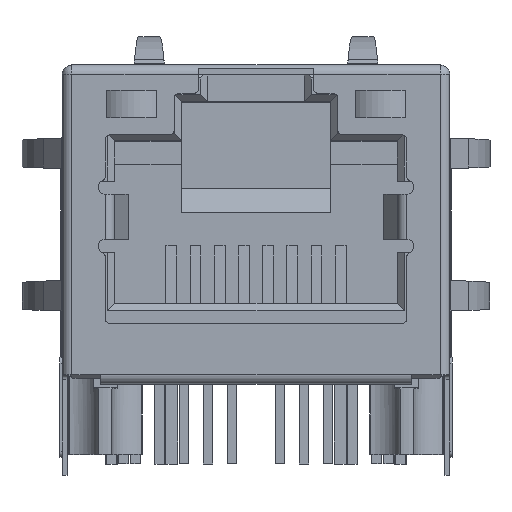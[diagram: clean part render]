
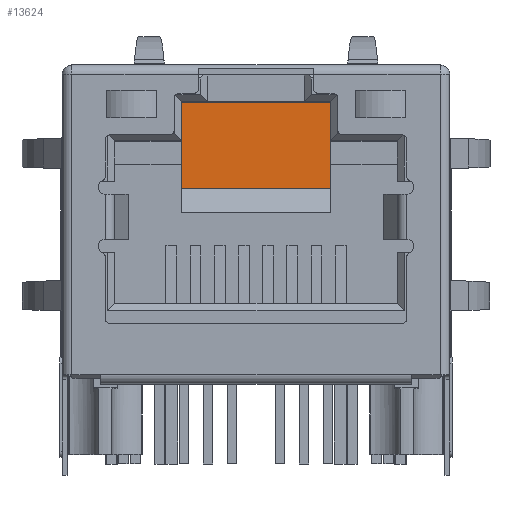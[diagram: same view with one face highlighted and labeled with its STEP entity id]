
A CAD part, top view. The second image highlights one B-rep face of the part: STEP entity #13624.
In plain terms, the highlighted planar face has unit normal (0, 0, 1).
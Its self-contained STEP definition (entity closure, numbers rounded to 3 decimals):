
#2828=DIRECTION('',(0.,1.,0.));
#2829=VECTOR('',#2828,3.65);
#2830=CARTESIAN_POINT('',(-3.15,4.251,-11.4));
#2831=LINE('',#2830,#2829);
#3824=DIRECTION('',(-1.,0.,0.));
#3825=VECTOR('',#3824,6.3);
#3826=CARTESIAN_POINT('',(3.15,4.251,-11.4));
#3827=LINE('',#3826,#3825);
#3828=DIRECTION('',(-1.,0.,0.));
#3829=VECTOR('',#3828,6.3);
#3830=CARTESIAN_POINT('',(3.15,7.901,-11.4));
#3831=LINE('',#3830,#3829);
#3832=DIRECTION('',(0.,1.,0.));
#3833=VECTOR('',#3832,3.65);
#3834=CARTESIAN_POINT('',(3.15,4.251,-11.4));
#3835=LINE('',#3834,#3833);
#6936=CARTESIAN_POINT('',(3.15,4.251,-11.4));
#6937=CARTESIAN_POINT('',(3.15,7.901,-11.4));
#6938=VERTEX_POINT('',#6936);
#6939=VERTEX_POINT('',#6937);
#6976=CARTESIAN_POINT('',(-3.15,7.901,-11.4));
#6977=VERTEX_POINT('',#6976);
#7098=CARTESIAN_POINT('',(-3.15,4.251,-11.4));
#7099=VERTEX_POINT('',#7098);
#13612=CARTESIAN_POINT('',(-1.93,7.301,-11.4));
#13613=DIRECTION('',(0.,0.,-1.));
#13614=DIRECTION('',(-1.,0.,0.));
#13615=AXIS2_PLACEMENT_3D('',#13612,#13613,#13614);
#13616=PLANE('',#13615);
#13617=ORIENTED_EDGE('',*,*,#13606,.T.);
#13618=ORIENTED_EDGE('',*,*,#12138,.T.);
#13620=ORIENTED_EDGE('',*,*,#13619,.F.);
#13621=ORIENTED_EDGE('',*,*,#12373,.F.);
#13622=EDGE_LOOP('',(#13617,#13618,#13620,#13621));
#13623=FACE_OUTER_BOUND('',#13622,.F.);
#12138=EDGE_CURVE('',#7099,#6977,#2831,.T.);
#12373=EDGE_CURVE('',#6938,#6939,#3835,.T.);
#13606=EDGE_CURVE('',#6938,#7099,#3827,.T.);
#13619=EDGE_CURVE('',#6939,#6977,#3831,.T.);
#13624=ADVANCED_FACE('',(#13623),#13616,.F.);
